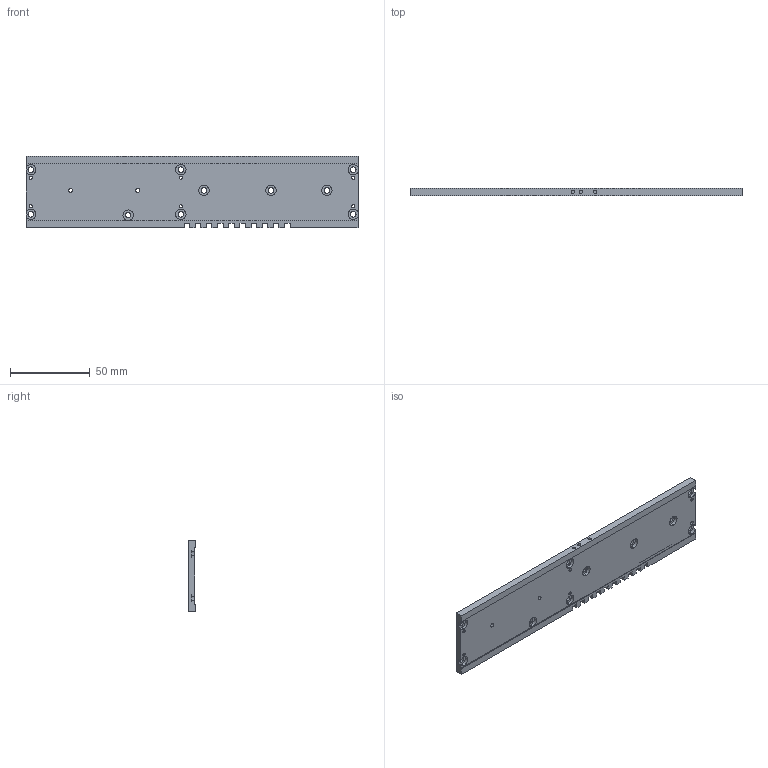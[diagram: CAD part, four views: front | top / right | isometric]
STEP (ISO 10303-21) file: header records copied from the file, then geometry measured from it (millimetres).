
FILE_DESCRIPTION (( 'STEP AP214' ), '1' );
FILE_NAME ('Carriage - Frame Base.STEP', '2025-07-06T08:34:30', ( '' ), ( '' ), 'SwSTEP 2.0', 'SolidWorks 2025', '' );
FILE_SCHEMA (( 'AUTOMOTIVE_DESIGN' ));
Length unit declared in the file: millimetre
Products named in the file (1): Carriage - Frame Base
Bounding box: 208 x 4.5 x 45 mm (x, y, z)
Volume: 34391.6 mm3; surface area: 22300.3 mm2
Topology: 1 solids, 1 shells, 135 faces, 369 edges, 246 vertices
Faces by surface type: cylinder 68, plane 67
Entity records: 4423 total; most frequent: DIRECTION 773, CARTESIAN_POINT 757, ORIENTED_EDGE 738, EDGE_CURVE 369, AXIS2_PLACEMENT_3D 270, VERTEX_POINT 246, LINE 233, VECTOR 233
